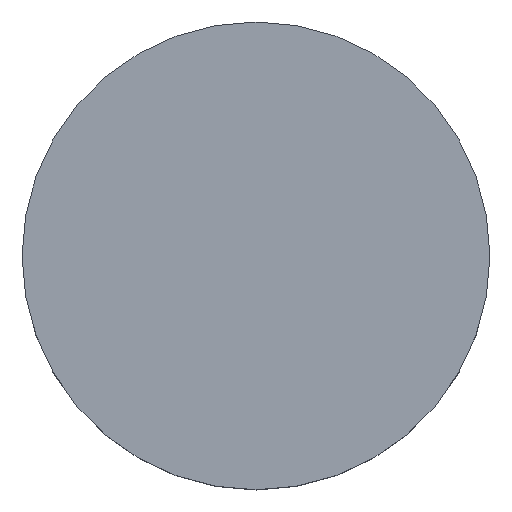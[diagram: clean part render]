
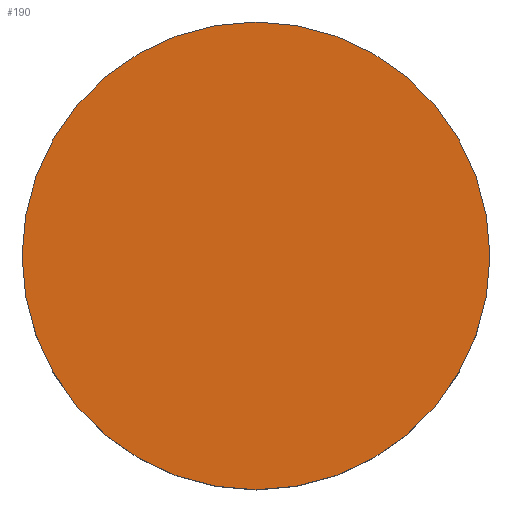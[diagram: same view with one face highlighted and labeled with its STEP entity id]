
A CAD part, top view. The second image highlights one B-rep face of the part: STEP entity #190.
In plain terms, the highlighted planar face has unit normal (0, 0, 1).
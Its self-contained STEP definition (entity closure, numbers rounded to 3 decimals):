
#2 = CIRCLE ( 'NONE', #9, 6.35 ) ;
#9 = AXIS2_PLACEMENT_3D ( 'NONE', #203, #65, #175 ) ;
#31 = AXIS2_PLACEMENT_3D ( 'NONE', #194, #119, #36 ) ;
#36 = DIRECTION ( 'NONE',  ( 1., 0., 0. ) ) ;
#48 = EDGE_LOOP ( 'NONE', ( #90, #68 ) ) ;
#51 = PLANE ( 'NONE',  #31 ) ;
#65 = DIRECTION ( 'NONE',  ( 0., 0., -1. ) ) ;
#66 = EDGE_CURVE ( 'NONE', #134, #169, #2, .T. ) ;
#68 = ORIENTED_EDGE ( 'NONE', *, *, #213, .F. ) ;
#69 = CARTESIAN_POINT ( 'NONE',  ( 0., 0., 3. ) ) ;
#90 = ORIENTED_EDGE ( 'NONE', *, *, #66, .F. ) ;
#100 = DIRECTION ( 'NONE',  ( 0., -1., 0. ) ) ;
#108 = CIRCLE ( 'NONE', #137, 6.35 ) ;
#119 = DIRECTION ( 'NONE',  ( 0., 0., 1. ) ) ;
#134 = VERTEX_POINT ( 'NONE', #162 ) ;
#137 = AXIS2_PLACEMENT_3D ( 'NONE', #69, #193, #100 ) ;
#162 = CARTESIAN_POINT ( 'NONE',  ( 0., -6.35, 3. ) ) ;
#169 = VERTEX_POINT ( 'NONE', #178 ) ;
#175 = DIRECTION ( 'NONE',  ( 0., -1., 0. ) ) ;
#178 = CARTESIAN_POINT ( 'NONE',  ( 0., 6.35, 3. ) ) ;
#190 = ADVANCED_FACE ( 'NONE', ( #197 ), #51, .T. ) ;
#193 = DIRECTION ( 'NONE',  ( 0., 0., -1. ) ) ;
#194 = CARTESIAN_POINT ( 'NONE',  ( 0., 13.158, 3. ) ) ;
#197 = FACE_OUTER_BOUND ( 'NONE', #48, .T. ) ;
#203 = CARTESIAN_POINT ( 'NONE',  ( 0., 0., 3. ) ) ;
#213 = EDGE_CURVE ( 'NONE', #169, #134, #108, .T. ) ;
